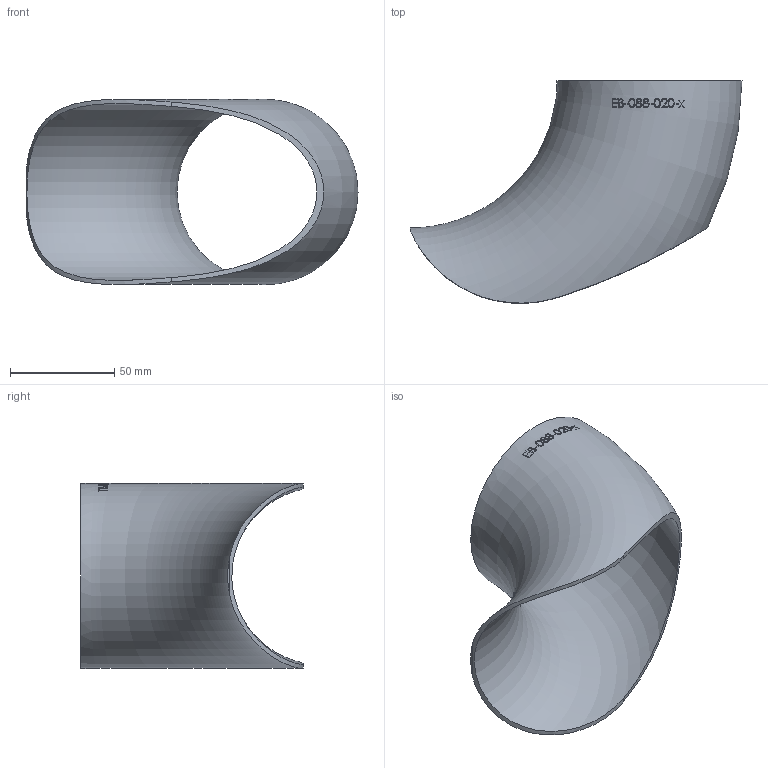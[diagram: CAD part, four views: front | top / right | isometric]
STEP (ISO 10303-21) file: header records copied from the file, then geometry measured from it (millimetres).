
FILE_DESCRIPTION (( 'STEP AP214' ), '1' );
FILE_NAME ('EB-088-020-x Einschweissbogen 2210.STEP', '2022-10-10T08:28:11', ( '' ), ( '' ), 'SwSTEP 2.0', 'SolidWorks 2019', '' );
FILE_SCHEMA (( 'AUTOMOTIVE_DESIGN' ));
Length unit declared in the file: millimetre
Products named in the file (1): EB-088-020-x Einschweissbogen 2210
Bounding box: 159.45 x 106.89 x 88.9 mm (x, y, z)
Volume: 60233.5 mm3; surface area: 61862.5 mm2
Topology: 1 solids, 1 shells, 154 faces, 407 edges, 275 vertices
Faces by surface type: bspline 128, torus 23, plane 2, cylinder 1
Entity records: 25170 total; most frequent: CARTESIAN_POINT 20960, ORIENTED_EDGE 806, EDGE_CURVE 403, B_SPLINE_CURVE_WITH_KNOTS 398, VERTEX_POINT 273, EDGE_LOOP 178, FACE_OUTER_BOUND 156, ADVANCED_FACE 154
